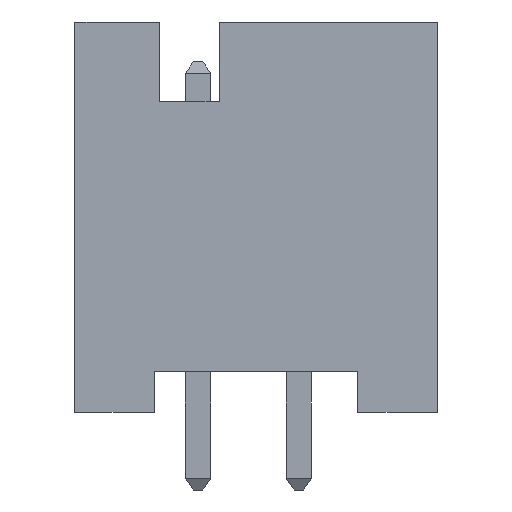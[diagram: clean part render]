
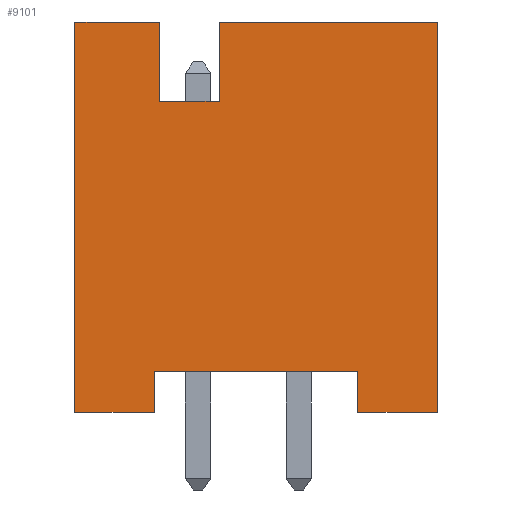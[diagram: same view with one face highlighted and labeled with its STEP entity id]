
A CAD part, left-side view. The second image highlights one B-rep face of the part: STEP entity #9101.
In plain terms, the highlighted planar face has unit normal (-1, 0, 0).
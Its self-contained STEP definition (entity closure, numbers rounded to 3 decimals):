
#102 = VECTOR ( 'NONE', #16569, 1000. ) ;
#336 = ORIENTED_EDGE ( 'NONE', *, *, #5318, .T. ) ;
#913 = LINE ( 'NONE', #10856, #11819 ) ;
#1872 = CARTESIAN_POINT ( 'NONE',  ( 0., 6.763, -1.04 ) ) ;
#2139 = CARTESIAN_POINT ( 'NONE',  ( 0., 4.191, -1.04 ) ) ;
#2359 = LINE ( 'NONE', #2139, #9383 ) ;
#2532 = VERTEX_POINT ( 'NONE', #4464 ) ;
#2653 = EDGE_CURVE ( 'NONE', #10331, #15929, #15120, .T. ) ;
#2689 = DIRECTION ( 'NONE',  ( 0., -1., 0. ) ) ;
#2957 = VECTOR ( 'NONE', #18825, 1000. ) ;
#3160 = LINE ( 'NONE', #13514, #102 ) ;
#3372 = DIRECTION ( 'NONE',  ( 0., 0., 1. ) ) ;
#3945 = LINE ( 'NONE', #14135, #18137 ) ;
#3985 = LINE ( 'NONE', #14436, #9097 ) ;
#4298 = CARTESIAN_POINT ( 'NONE',  ( 0., -0.381, 3.887 ) ) ;
#4438 = DIRECTION ( 'NONE',  ( 0., 0., 1. ) ) ;
#4464 = CARTESIAN_POINT ( 'NONE',  ( 0., 6.623, 6.813 ) ) ;
#4583 = ORIENTED_EDGE ( 'NONE', *, *, #20376, .T. ) ;
#4632 = VERTEX_POINT ( 'NONE', #6725 ) ;
#4636 = VECTOR ( 'NONE', #19266, 1000. ) ;
#5073 = CARTESIAN_POINT ( 'NONE',  ( 0., 2.371, 8.813 ) ) ;
#5098 = DIRECTION ( 'NONE',  ( 0., 0., -1. ) ) ;
#5289 = EDGE_CURVE ( 'NONE', #15929, #11098, #3945, .T. ) ;
#5318 = EDGE_CURVE ( 'NONE', #11098, #9825, #913, .T. ) ;
#5512 = FACE_OUTER_BOUND ( 'NONE', #8425, .T. ) ;
#5726 = LINE ( 'NONE', #4298, #4636 ) ;
#5834 = CARTESIAN_POINT ( 'NONE',  ( 0., 5.123, 8.813 ) ) ;
#5924 = VECTOR ( 'NONE', #5098, 1000. ) ;
#6514 = DIRECTION ( 'NONE',  ( 0., -1., 0. ) ) ;
#6538 = EDGE_CURVE ( 'NONE', #4632, #7095, #18477, .T. ) ;
#6725 = CARTESIAN_POINT ( 'NONE',  ( 0., 5.123, 6.813 ) ) ;
#6865 = CARTESIAN_POINT ( 'NONE',  ( 0., 4.191, -1.04 ) ) ;
#6982 = DIRECTION ( 'NONE',  ( 0., -1., 0. ) ) ;
#7095 = VERTEX_POINT ( 'NONE', #5834 ) ;
#7689 = ORIENTED_EDGE ( 'NONE', *, *, #16347, .F. ) ;
#7838 = VECTOR ( 'NONE', #6514, 1000. ) ;
#7994 = CARTESIAN_POINT ( 'NONE',  ( 0., 8.763, -1.04 ) ) ;
#8031 = AXIS2_PLACEMENT_3D ( 'NONE', #8819, #10265, #15308 ) ;
#8425 = EDGE_LOOP ( 'NONE', ( #4583, #13335, #21730, #21302, #7689, #12151, #11948, #10283, #19717, #14901, #336, #21776 ) ) ;
#8819 = CARTESIAN_POINT ( 'NONE',  ( 0., -0.381, 8.813 ) ) ;
#8851 = EDGE_CURVE ( 'NONE', #10331, #11649, #3985, .T. ) ;
#9097 = VECTOR ( 'NONE', #4438, 1000. ) ;
#9101 = ADVANCED_FACE ( 'NONE', ( #5512 ), #15410, .T. ) ;
#9188 = DIRECTION ( 'NONE',  ( 0., -1., 0. ) ) ;
#9383 = VECTOR ( 'NONE', #17123, 1000. ) ;
#9825 = VERTEX_POINT ( 'NONE', #10382 ) ;
#10039 = LINE ( 'NONE', #5073, #2957 ) ;
#10265 = DIRECTION ( 'NONE',  ( -1., 0., 0. ) ) ;
#10283 = ORIENTED_EDGE ( 'NONE', *, *, #8851, .F. ) ;
#10331 = VERTEX_POINT ( 'NONE', #7994 ) ;
#10382 = CARTESIAN_POINT ( 'NONE',  ( 0., 1.619, 0. ) ) ;
#10856 = CARTESIAN_POINT ( 'NONE',  ( 0., 4.191, 0. ) ) ;
#11085 = LINE ( 'NONE', #13043, #15539 ) ;
#11098 = VERTEX_POINT ( 'NONE', #18250 ) ;
#11364 = CARTESIAN_POINT ( 'NONE',  ( 0., 7.693, 8.813 ) ) ;
#11649 = VERTEX_POINT ( 'NONE', #14030 ) ;
#11685 = LINE ( 'NONE', #11364, #7838 ) ;
#11819 = VECTOR ( 'NONE', #9188, 1000. ) ;
#11882 = CARTESIAN_POINT ( 'NONE',  ( 0., 5.123, 7.813 ) ) ;
#11891 = EDGE_CURVE ( 'NONE', #9825, #20552, #13464, .T. ) ;
#11924 = CARTESIAN_POINT ( 'NONE',  ( 0., 6.623, 8.813 ) ) ;
#11948 = ORIENTED_EDGE ( 'NONE', *, *, #20759, .F. ) ;
#12151 = ORIENTED_EDGE ( 'NONE', *, *, #17010, .F. ) ;
#13043 = CARTESIAN_POINT ( 'NONE',  ( 0., 5.873, 6.813 ) ) ;
#13335 = ORIENTED_EDGE ( 'NONE', *, *, #16060, .T. ) ;
#13464 = LINE ( 'NONE', #16631, #5924 ) ;
#13481 = VERTEX_POINT ( 'NONE', #15731 ) ;
#13514 = CARTESIAN_POINT ( 'NONE',  ( 0., 6.623, 7.813 ) ) ;
#14030 = CARTESIAN_POINT ( 'NONE',  ( 0., 8.763, 8.813 ) ) ;
#14135 = CARTESIAN_POINT ( 'NONE',  ( 0., 6.763, 3.887 ) ) ;
#14436 = CARTESIAN_POINT ( 'NONE',  ( 0., 8.763, 3.887 ) ) ;
#14901 = ORIENTED_EDGE ( 'NONE', *, *, #5289, .T. ) ;
#15120 = LINE ( 'NONE', #6865, #16081 ) ;
#15308 = DIRECTION ( 'NONE',  ( 0., 1., 0. ) ) ;
#15410 = PLANE ( 'NONE',  #8031 ) ;
#15539 = VECTOR ( 'NONE', #2689, 1000. ) ;
#15731 = CARTESIAN_POINT ( 'NONE',  ( 0., -0.381, -1.04 ) ) ;
#15929 = VERTEX_POINT ( 'NONE', #1872 ) ;
#16054 = CARTESIAN_POINT ( 'NONE',  ( 0., -0.381, 8.813 ) ) ;
#16060 = EDGE_CURVE ( 'NONE', #13481, #19906, #5726, .T. ) ;
#16081 = VECTOR ( 'NONE', #6982, 1000. ) ;
#16347 = EDGE_CURVE ( 'NONE', #2532, #4632, #11085, .T. ) ;
#16569 = DIRECTION ( 'NONE',  ( 0., 0., -1. ) ) ;
#16631 = CARTESIAN_POINT ( 'NONE',  ( 0., 1.619, 3.887 ) ) ;
#16865 = CARTESIAN_POINT ( 'NONE',  ( 0., 1.619, -1.04 ) ) ;
#17010 = EDGE_CURVE ( 'NONE', #19547, #2532, #3160, .T. ) ;
#17123 = DIRECTION ( 'NONE',  ( 0., -1., 0. ) ) ;
#17566 = DIRECTION ( 'NONE',  ( 0., 0., 1. ) ) ;
#17608 = EDGE_CURVE ( 'NONE', #7095, #19906, #10039, .T. ) ;
#18137 = VECTOR ( 'NONE', #17566, 1000. ) ;
#18250 = CARTESIAN_POINT ( 'NONE',  ( 0., 6.763, 0. ) ) ;
#18477 = LINE ( 'NONE', #11882, #19749 ) ;
#18825 = DIRECTION ( 'NONE',  ( 0., -1., 0. ) ) ;
#19266 = DIRECTION ( 'NONE',  ( 0., 0., 1. ) ) ;
#19547 = VERTEX_POINT ( 'NONE', #11924 ) ;
#19717 = ORIENTED_EDGE ( 'NONE', *, *, #2653, .T. ) ;
#19749 = VECTOR ( 'NONE', #3372, 1000. ) ;
#19906 = VERTEX_POINT ( 'NONE', #16054 ) ;
#20376 = EDGE_CURVE ( 'NONE', #20552, #13481, #2359, .T. ) ;
#20552 = VERTEX_POINT ( 'NONE', #16865 ) ;
#20759 = EDGE_CURVE ( 'NONE', #11649, #19547, #11685, .T. ) ;
#21302 = ORIENTED_EDGE ( 'NONE', *, *, #6538, .F. ) ;
#21730 = ORIENTED_EDGE ( 'NONE', *, *, #17608, .F. ) ;
#21776 = ORIENTED_EDGE ( 'NONE', *, *, #11891, .T. ) ;
